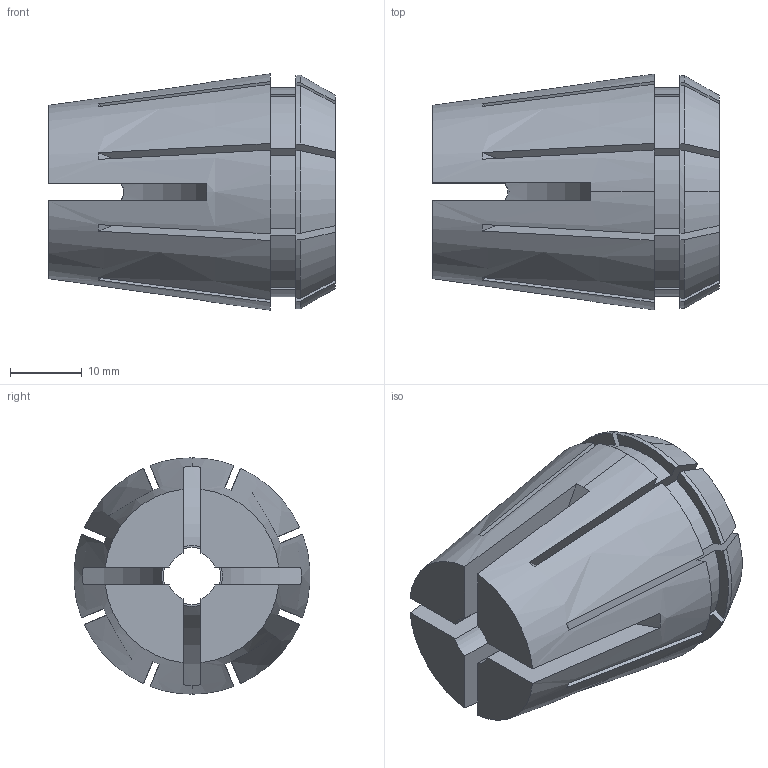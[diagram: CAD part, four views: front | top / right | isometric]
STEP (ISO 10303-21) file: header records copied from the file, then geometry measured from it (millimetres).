
FILE_DESCRIPTION (( 'STEP AP203' ), '1' );
FILE_NAME ('254.32B-08.STEP', '2017-04-10T02:56:28', ( '' ), ( '' ), 'SwSTEP 2.0', 'SolidWorks 2015', '' );
FILE_SCHEMA (( 'CONFIG_CONTROL_DESIGN' ));
Length unit declared in the file: millimetre
Products named in the file (1): 254.32B-08
Bounding box: 40 x 32.91 x 33 mm (x, y, z)
Volume: 20115 mm3; surface area: 12109.3 mm2
Topology: 1 solids, 1 shells, 135 faces, 389 edges, 259 vertices
Faces by surface type: plane 69, cylinder 46, cone 20
Entity records: 4695 total; most frequent: CARTESIAN_POINT 1120, ORIENTED_EDGE 778, DIRECTION 704, EDGE_CURVE 389, AXIS2_PLACEMENT_3D 271, VERTEX_POINT 259, VECTOR 162, LINE 162
